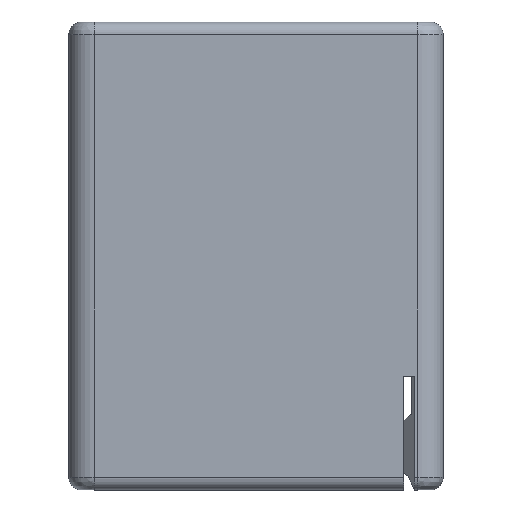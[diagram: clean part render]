
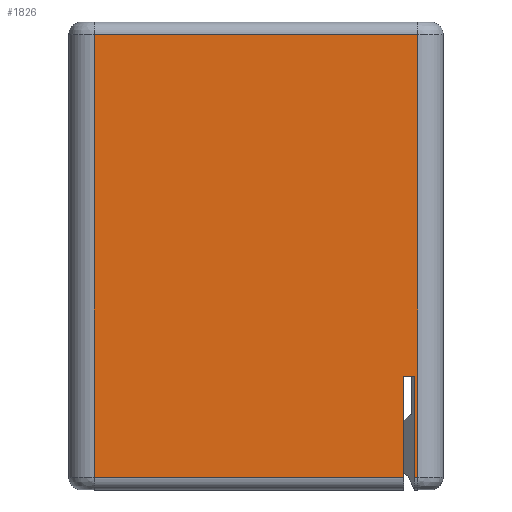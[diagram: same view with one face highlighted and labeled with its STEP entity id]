
A CAD part, top view. The second image highlights one B-rep face of the part: STEP entity #1826.
In plain terms, the highlighted planar face has unit normal (0, 0, 1).
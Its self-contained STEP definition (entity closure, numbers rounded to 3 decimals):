
#142=FACE_OUTER_BOUND('',#248,.T.);
#248=EDGE_LOOP('',(#1466,#1467,#1468,#1469,#1470,#1471,#1472,#1473));
#380=LINE('',#2687,#603);
#449=LINE('',#2829,#672);
#450=LINE('',#2833,#673);
#467=LINE('',#2868,#690);
#468=LINE('',#2870,#691);
#469=LINE('',#2872,#692);
#470=LINE('',#2874,#693);
#471=LINE('',#2875,#694);
#603=VECTOR('',#2170,10.);
#672=VECTOR('',#2279,10.);
#673=VECTOR('',#2284,10.);
#690=VECTOR('',#2321,10.);
#691=VECTOR('',#2322,10.);
#692=VECTOR('',#2323,10.);
#693=VECTOR('',#2324,10.);
#694=VECTOR('',#2325,10.);
#800=VERTEX_POINT('',#2684);
#801=VERTEX_POINT('',#2686);
#854=VERTEX_POINT('',#2827);
#855=VERTEX_POINT('',#2831);
#863=VERTEX_POINT('',#2867);
#864=VERTEX_POINT('',#2869);
#865=VERTEX_POINT('',#2871);
#866=VERTEX_POINT('',#2873);
#991=EDGE_CURVE('',#801,#800,#380,.T.);
#1064=EDGE_CURVE('',#800,#854,#449,.T.);
#1066=EDGE_CURVE('',#854,#855,#450,.T.);
#1083=EDGE_CURVE('',#863,#855,#467,.T.);
#1084=EDGE_CURVE('',#864,#863,#468,.T.);
#1085=EDGE_CURVE('',#865,#864,#469,.T.);
#1086=EDGE_CURVE('',#866,#865,#470,.T.);
#1087=EDGE_CURVE('',#801,#866,#471,.T.);
#1466=ORIENTED_EDGE('',*,*,#991,.T.);
#1467=ORIENTED_EDGE('',*,*,#1064,.T.);
#1468=ORIENTED_EDGE('',*,*,#1066,.T.);
#1469=ORIENTED_EDGE('',*,*,#1083,.F.);
#1470=ORIENTED_EDGE('',*,*,#1084,.F.);
#1471=ORIENTED_EDGE('',*,*,#1085,.F.);
#1472=ORIENTED_EDGE('',*,*,#1086,.F.);
#1473=ORIENTED_EDGE('',*,*,#1087,.F.);
#1748=PLANE('',#1949);
#1826=ADVANCED_FACE('',(#142),#1748,.T.);
#1949=AXIS2_PLACEMENT_3D('',#2866,#2319,#2320);
#2170=DIRECTION('',(0.,1.,0.));
#2279=DIRECTION('',(1.,0.,0.));
#2284=DIRECTION('',(0.,-1.,0.));
#2319=DIRECTION('center_axis',(0.,0.,1.));
#2320=DIRECTION('ref_axis',(-1.,0.,0.));
#2321=DIRECTION('',(-1.,0.,0.));
#2322=DIRECTION('',(0.,-1.,0.));
#2323=DIRECTION('',(1.,0.,0.));
#2324=DIRECTION('',(0.,1.,0.));
#2325=DIRECTION('',(-1.,0.,0.));
#2684=CARTESIAN_POINT('',(11.7,8.,3.3));
#2686=CARTESIAN_POINT('',(11.7,0.,3.3));
#2687=CARTESIAN_POINT('',(11.7,4.,3.3));
#2827=CARTESIAN_POINT('',(12.5,8.,3.3));
#2829=CARTESIAN_POINT('',(13.65,8.,3.3));
#2831=CARTESIAN_POINT('',(12.5,0.,3.3));
#2833=CARTESIAN_POINT('',(12.5,-1.,3.3));
#2866=CARTESIAN_POINT('Origin',(14.8,0.,3.3));
#2867=CARTESIAN_POINT('',(12.8,0.,3.3));
#2868=CARTESIAN_POINT('',(7.4,0.,3.3));
#2869=CARTESIAN_POINT('',(12.8,35.,3.3));
#2870=CARTESIAN_POINT('',(12.8,0.,3.3));
#2871=CARTESIAN_POINT('',(-12.8,35.,3.3));
#2872=CARTESIAN_POINT('',(7.4,35.,3.3));
#2873=CARTESIAN_POINT('',(-12.8,0.,3.3));
#2874=CARTESIAN_POINT('',(-12.8,0.,3.3));
#2875=CARTESIAN_POINT('',(7.4,0.,3.3));
